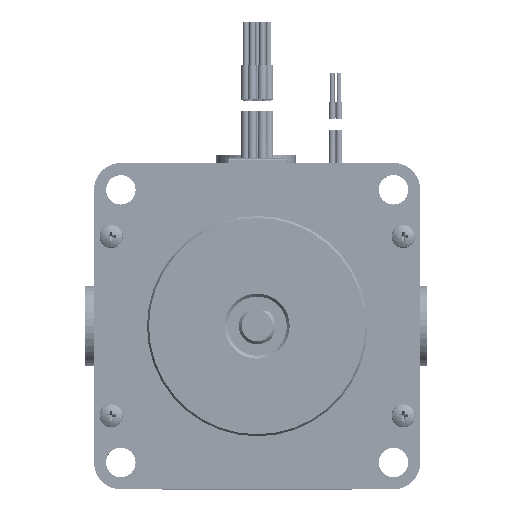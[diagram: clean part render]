
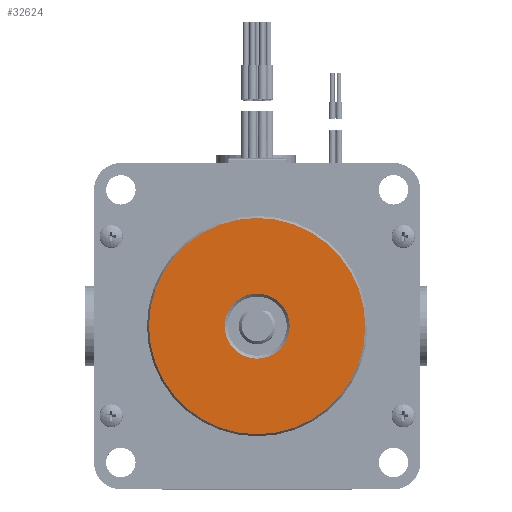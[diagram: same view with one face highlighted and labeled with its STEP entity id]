
A CAD part, top view. The second image highlights one B-rep face of the part: STEP entity #32624.
In plain terms, the highlighted planar face has unit normal (0, 0, 1).
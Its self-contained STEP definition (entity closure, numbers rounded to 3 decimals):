
#249 = DIRECTION ( 'NONE',  ( 1., 0., 0. ) ) ;
#1738 = EDGE_CURVE ( 'NONE', #39788, #37358, #29173, .T. ) ;
#2281 = AXIS2_PLACEMENT_3D ( 'NONE', #24904, #17635, #21025 ) ;
#2482 = CARTESIAN_POINT ( 'NONE',  ( 0., 0., 1.6 ) ) ;
#2503 = CARTESIAN_POINT ( 'NONE',  ( -18.7, 0., 1.6 ) ) ;
#4105 = DIRECTION ( 'NONE',  ( 1., 0., 0. ) ) ;
#5981 = AXIS2_PLACEMENT_3D ( 'NONE', #2482, #6023, #37799 ) ;
#6023 = DIRECTION ( 'NONE',  ( 0., 0., 1. ) ) ;
#6355 = CARTESIAN_POINT ( 'NONE',  ( 0., 0., 1.6 ) ) ;
#6715 = AXIS2_PLACEMENT_3D ( 'NONE', #6355, #10100, #4105 ) ;
#8977 = EDGE_CURVE ( 'NONE', #14485, #42099, #25272, .T. ) ;
#10100 = DIRECTION ( 'NONE',  ( 0., 0., -1. ) ) ;
#10773 = DIRECTION ( 'NONE',  ( 0., 0., 1. ) ) ;
#14485 = VERTEX_POINT ( 'NONE', #28946 ) ;
#15806 = AXIS2_PLACEMENT_3D ( 'NONE', #38385, #31094, #41872 ) ;
#16364 = PLANE ( 'NONE',  #15806 ) ;
#17109 = EDGE_LOOP ( 'NONE', ( #28068, #34704 ) ) ;
#17146 = AXIS2_PLACEMENT_3D ( 'NONE', #38957, #10773, #249 ) ;
#17635 = DIRECTION ( 'NONE',  ( 0., 0., -1. ) ) ;
#17864 = EDGE_CURVE ( 'NONE', #42099, #14485, #35895, .T. ) ;
#20443 = EDGE_LOOP ( 'NONE', ( #20657, #27517 ) ) ;
#20657 = ORIENTED_EDGE ( 'NONE', *, *, #34811, .T. ) ;
#21025 = DIRECTION ( 'NONE',  ( 1., 0., 0. ) ) ;
#23403 = CARTESIAN_POINT ( 'NONE',  ( 5.625, 0., 1.6 ) ) ;
#24904 = CARTESIAN_POINT ( 'NONE',  ( 0., 0., 1.6 ) ) ;
#25272 = CIRCLE ( 'NONE', #17146, 18.7 ) ;
#27517 = ORIENTED_EDGE ( 'NONE', *, *, #1738, .T. ) ;
#28068 = ORIENTED_EDGE ( 'NONE', *, *, #17864, .T. ) ;
#28201 = CARTESIAN_POINT ( 'NONE',  ( -5.625, 0., 1.6 ) ) ;
#28946 = CARTESIAN_POINT ( 'NONE',  ( 18.7, 0., 1.6 ) ) ;
#29173 = CIRCLE ( 'NONE', #6715, 5.625 ) ;
#31094 = DIRECTION ( 'NONE',  ( 0., 0., 1. ) ) ;
#32624 = ADVANCED_FACE ( 'NONE', ( #45518, #42782 ), #16364, .T. ) ;
#34704 = ORIENTED_EDGE ( 'NONE', *, *, #8977, .T. ) ;
#34811 = EDGE_CURVE ( 'NONE', #37358, #39788, #37179, .T. ) ;
#35895 = CIRCLE ( 'NONE', #5981, 18.7 ) ;
#37179 = CIRCLE ( 'NONE', #2281, 5.625 ) ;
#37358 = VERTEX_POINT ( 'NONE', #23403 ) ;
#37799 = DIRECTION ( 'NONE',  ( 1., 0., 0. ) ) ;
#38385 = CARTESIAN_POINT ( 'NONE',  ( 0., 0., 1.6 ) ) ;
#38957 = CARTESIAN_POINT ( 'NONE',  ( 0., 0., 1.6 ) ) ;
#39788 = VERTEX_POINT ( 'NONE', #28201 ) ;
#41872 = DIRECTION ( 'NONE',  ( 1., 0., 0. ) ) ;
#42099 = VERTEX_POINT ( 'NONE', #2503 ) ;
#42782 = FACE_BOUND ( 'NONE', #20443, .T. ) ;
#45518 = FACE_OUTER_BOUND ( 'NONE', #17109, .T. ) ;
